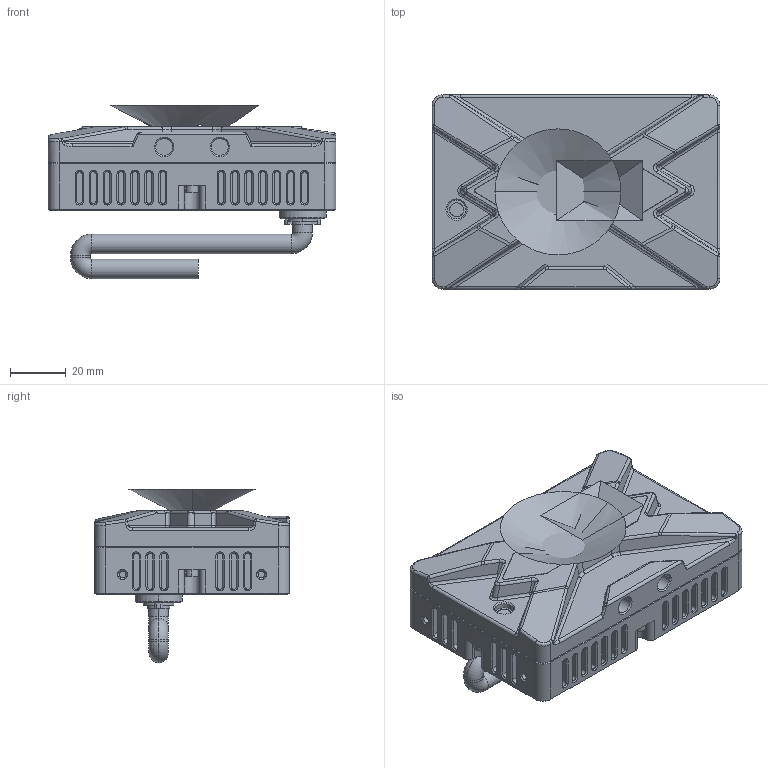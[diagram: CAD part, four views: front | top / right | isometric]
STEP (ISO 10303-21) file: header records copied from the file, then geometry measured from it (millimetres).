
FILE_DESCRIPTION((''),'2;1');
FILE_NAME('00-CS20-L_ASM-230616_ASM_ASM','2023-10-17T17:37:49',('杜航'),(''),'CREO PARAMETRIC BY PTC INC, 2018050','CREO PARAMETRIC BY PTC INC, 2018050','');
FILE_SCHEMA(('CONFIG_CONTROL_DESIGN','SHAPE_APPEARANCE_LAYERS_GROUPS'));
Length unit declared in the file: millimetre
Products named in the file (20): 05-MENTALCASE-0616_ASM_1_ASM; 054-GLASS2_1; 054-COVER-GLASS-0616_ASM_1_ASM; DC_AND_RJ45_LINE_ID7_1_1; MENTAL_FOR_RJ45_1_ASM_1; GLUE_1_1; LINE_RJ45_DC_485_ASM_1_ASM_1_ASM; 1_1; 056-KEYSHOT_ASM_1_ASM; 062-0001_1; 0004_1; 0003_ASM_1_ASM; 000_ASM_1_ASM; RUBBER_1; 00-CS20-L_ASM-220616_ASM_5_ASM; M2_5-LIUJIAO_1; 00_ASM; 052-FC-230609; 00-CS40_BC_230731-Z; 00-CS20-L_ASM-230616_ASM_ASM
Assembly tree (26 placements, depth 5):
  00-CS20-L_ASM-230616_ASM_ASM
    00-CS20-L_ASM-220616_ASM_5_ASM
      05-MENTALCASE-0616_ASM_1_ASM
      054-COVER-GLASS-0616_ASM_1_ASM
        054-GLASS2_1
      LINE_RJ45_DC_485_ASM_1_ASM_1_ASM
        DC_AND_RJ45_LINE_ID7_1_1
        MENTAL_FOR_RJ45_1_ASM_1
        GLUE_1_1
      056-KEYSHOT_ASM_1_ASM
        1_1
      000_ASM_1_ASM
        0003_ASM_1_ASM
          062-0001_1
          0004_1
      RUBBER_1
    00_ASM
      M2_5-LIUJIAO_1  x8
    052-FC-230609
    00-CS40_BC_230731-Z
Bounding box: 103.6 x 70 x 62.36 mm (x, y, z)
Volume: 186890.7 mm3; surface area: 61037 mm2
Topology: 17 solids, 21 shells, 1151 faces, 2867 edges, 1851 vertices
Faces by surface type: plane 514, cylinder 429, cone 132, bspline 42, sphere 12, extrusion 10, torus 6, revolution 6
Entity records: 35187 total; most frequent: CARTESIAN_POINT 8526, DIRECTION 5702, ORIENTED_EDGE 5296, EDGE_CURVE 2651, AXIS2_PLACEMENT_3D 2134, VERTEX_POINT 1711, VECTOR 1428, LINE 1418
